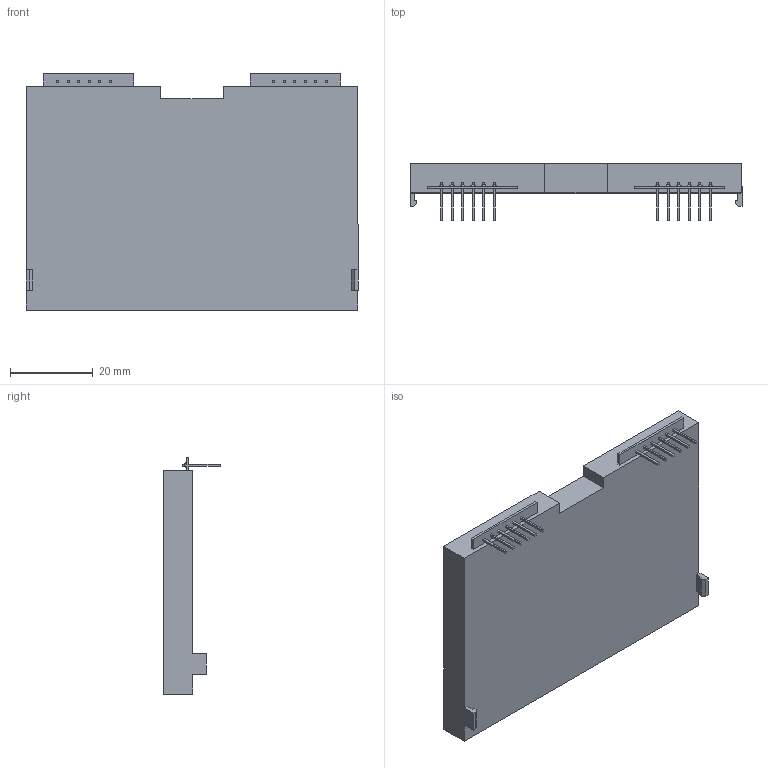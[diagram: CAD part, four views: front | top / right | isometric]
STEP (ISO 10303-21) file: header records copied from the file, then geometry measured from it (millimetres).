
FILE_DESCRIPTION (( 'STEP AP214' ), '1' );
FILE_NAME ('NHD-C12864A1Z GREEN.STEP', '2015-12-03T04:42:40', ( '' ), ( '' ), 'SwSTEP 2.0', 'SolidWorks 2015', '' );
FILE_SCHEMA (( 'AUTOMOTIVE_DESIGN' ));
Length unit declared in the file: millimetre
Products named in the file (1): NHD-C12864A1Z GREEN
Bounding box: 80 x 13.6 x 57 mm (x, y, z)
Volume: 30070.2 mm3; surface area: 11030.4 mm2
Topology: 1 solids, 1 shells, 204 faces, 482 edges, 308 vertices
Faces by surface type: plane 156, cylinder 48
Entity records: 7700 total; most frequent: CARTESIAN_POINT 1139, ORIENTED_EDGE 964, DIRECTION 844, EDGE_CURVE 482, LINE 434, VECTOR 434, VERTEX_POINT 308, EDGE_LOOP 232
